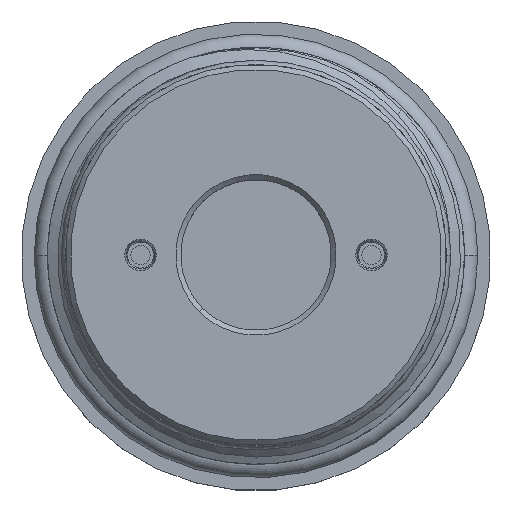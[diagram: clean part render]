
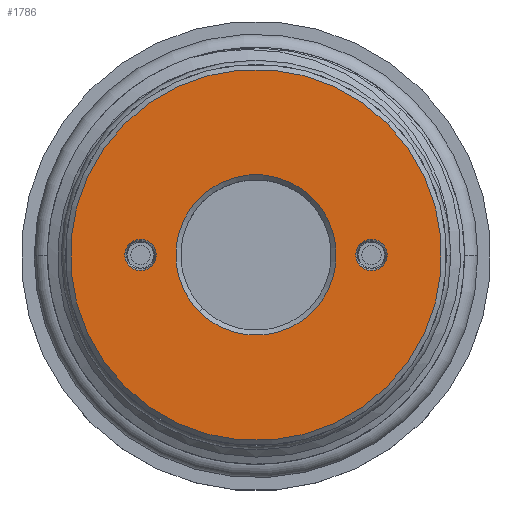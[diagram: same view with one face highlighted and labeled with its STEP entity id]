
A CAD part, top view. The second image highlights one B-rep face of the part: STEP entity #1786.
In plain terms, the highlighted planar face has unit normal (0, 0, 1).
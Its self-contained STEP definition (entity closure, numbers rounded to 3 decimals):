
#345 = DIRECTION ( 'NONE',  ( -0.707, -0.707, 0. ) ) ;
#385 = DIRECTION ( 'NONE',  ( -0.707, -0.707, 0. ) ) ;
#599 = CIRCLE ( 'NONE', #3204, 1.561 ) ;
#610 = AXIS2_PLACEMENT_3D ( 'NONE', #1762, #8182, #7092 ) ;
#625 = FACE_BOUND ( 'NONE', #2543, .T. ) ;
#1500 = DIRECTION ( 'NONE',  ( 0., 0., -1. ) ) ;
#1553 = DIRECTION ( 'NONE',  ( 0.707, 0.707, 0. ) ) ;
#1693 = ORIENTED_EDGE ( 'NONE', *, *, #2007, .T. ) ;
#1762 = CARTESIAN_POINT ( 'NONE',  ( -13.435, 13.435, 77. ) ) ;
#1786 = ADVANCED_FACE ( 'NONE', ( #9581, #7511, #625, #7675 ), #13826, .F. ) ;
#1791 = CIRCLE ( 'NONE', #9905, 1.561 ) ;
#2007 = EDGE_CURVE ( 'NONE', #6905, #11133, #6630, .T. ) ;
#2013 = ORIENTED_EDGE ( 'NONE', *, *, #7692, .T. ) ;
#2543 = EDGE_LOOP ( 'NONE', ( #13376, #6649 ) ) ;
#3047 = EDGE_CURVE ( 'NONE', #13617, #7980, #599, .T. ) ;
#3188 = DIRECTION ( 'NONE',  ( 0., 0., 1. ) ) ;
#3204 = AXIS2_PLACEMENT_3D ( 'NONE', #12493, #6966, #385 ) ;
#3236 = EDGE_LOOP ( 'NONE', ( #2013, #10937 ) ) ;
#3284 = CARTESIAN_POINT ( 'NONE',  ( 0., 0., 77. ) ) ;
#3392 = DIRECTION ( 'NONE',  ( 0., 0., -1. ) ) ;
#3517 = CARTESIAN_POINT ( 'NONE',  ( 12.604, 1.104, 77. ) ) ;
#3659 = CARTESIAN_POINT ( 'NONE',  ( 11.5, 0., 77. ) ) ;
#3827 = DIRECTION ( 'NONE',  ( 0., 0., -1. ) ) ;
#4061 = CARTESIAN_POINT ( 'NONE',  ( 0., 0., 77. ) ) ;
#4103 = AXIS2_PLACEMENT_3D ( 'NONE', #4061, #12763, #6106 ) ;
#4689 = DIRECTION ( 'NONE',  ( 0.707, 0.707, 0. ) ) ;
#4806 = CIRCLE ( 'NONE', #13018, 18.5 ) ;
#4931 = DIRECTION ( 'NONE',  ( -0.707, -0.707, 0. ) ) ;
#4940 = EDGE_CURVE ( 'NONE', #12419, #9745, #7107, .T. ) ;
#5244 = VERTEX_POINT ( 'NONE', #13381 ) ;
#5349 = DIRECTION ( 'NONE',  ( -0.707, -0.707, 0. ) ) ;
#5751 = EDGE_LOOP ( 'NONE', ( #1693, #7013 ) ) ;
#5888 = AXIS2_PLACEMENT_3D ( 'NONE', #9147, #3392, #345 ) ;
#6106 = DIRECTION ( 'NONE',  ( -0.707, -0.707, 0. ) ) ;
#6250 = CIRCLE ( 'NONE', #4103, 8. ) ;
#6630 = CIRCLE ( 'NONE', #13196, 18.5 ) ;
#6649 = ORIENTED_EDGE ( 'NONE', *, *, #7540, .T. ) ;
#6840 = CARTESIAN_POINT ( 'NONE',  ( 11.5, 0., 77. ) ) ;
#6905 = VERTEX_POINT ( 'NONE', #8766 ) ;
#6966 = DIRECTION ( 'NONE',  ( 0., 0., -1. ) ) ;
#7013 = ORIENTED_EDGE ( 'NONE', *, *, #11571, .T. ) ;
#7092 = DIRECTION ( 'NONE',  ( -0.707, -0.707, 0. ) ) ;
#7107 = CIRCLE ( 'NONE', #5888, 8. ) ;
#7511 = FACE_OUTER_BOUND ( 'NONE', #5751, .T. ) ;
#7540 = EDGE_CURVE ( 'NONE', #7910, #5244, #1791, .T. ) ;
#7544 = AXIS2_PLACEMENT_3D ( 'NONE', #3659, #1500, #1553 ) ;
#7675 = FACE_BOUND ( 'NONE', #12287, .T. ) ;
#7692 = EDGE_CURVE ( 'NONE', #9745, #12419, #6250, .T. ) ;
#7910 = VERTEX_POINT ( 'NONE', #3517 ) ;
#7980 = VERTEX_POINT ( 'NONE', #10210 ) ;
#8182 = DIRECTION ( 'NONE',  ( 0., 0., -1. ) ) ;
#8353 = ORIENTED_EDGE ( 'NONE', *, *, #10738, .T. ) ;
#8766 = CARTESIAN_POINT ( 'NONE',  ( -13.081, -13.081, 77. ) ) ;
#8802 = AXIS2_PLACEMENT_3D ( 'NONE', #10428, #3827, #4931 ) ;
#9147 = CARTESIAN_POINT ( 'NONE',  ( 0., 0., 77. ) ) ;
#9581 = FACE_BOUND ( 'NONE', #3236, .T. ) ;
#9745 = VERTEX_POINT ( 'NONE', #13287 ) ;
#9905 = AXIS2_PLACEMENT_3D ( 'NONE', #6840, #12321, #4689 ) ;
#10058 = CARTESIAN_POINT ( 'NONE',  ( -5.657, -5.657, 77. ) ) ;
#10210 = CARTESIAN_POINT ( 'NONE',  ( -12.604, -1.104, 77. ) ) ;
#10358 = CIRCLE ( 'NONE', #8802, 1.561 ) ;
#10428 = CARTESIAN_POINT ( 'NONE',  ( -11.5, 0., 77. ) ) ;
#10624 = CARTESIAN_POINT ( 'NONE',  ( -10.396, 1.104, 77. ) ) ;
#10738 = EDGE_CURVE ( 'NONE', #7980, #13617, #10358, .T. ) ;
#10937 = ORIENTED_EDGE ( 'NONE', *, *, #4940, .T. ) ;
#11133 = VERTEX_POINT ( 'NONE', #11828 ) ;
#11571 = EDGE_CURVE ( 'NONE', #11133, #6905, #4806, .T. ) ;
#11828 = CARTESIAN_POINT ( 'NONE',  ( 13.081, 13.081, 77. ) ) ;
#11894 = CARTESIAN_POINT ( 'NONE',  ( 0., 0., 77. ) ) ;
#11969 = DIRECTION ( 'NONE',  ( 0., 0., 1. ) ) ;
#12287 = EDGE_LOOP ( 'NONE', ( #12394, #8353 ) ) ;
#12321 = DIRECTION ( 'NONE',  ( 0., 0., -1. ) ) ;
#12394 = ORIENTED_EDGE ( 'NONE', *, *, #3047, .T. ) ;
#12419 = VERTEX_POINT ( 'NONE', #10058 ) ;
#12493 = CARTESIAN_POINT ( 'NONE',  ( -11.5, 0., 77. ) ) ;
#12763 = DIRECTION ( 'NONE',  ( 0., 0., -1. ) ) ;
#13018 = AXIS2_PLACEMENT_3D ( 'NONE', #11894, #11969, #5349 ) ;
#13108 = DIRECTION ( 'NONE',  ( -0.707, -0.707, 0. ) ) ;
#13196 = AXIS2_PLACEMENT_3D ( 'NONE', #3284, #3188, #13108 ) ;
#13287 = CARTESIAN_POINT ( 'NONE',  ( 5.657, 5.657, 77. ) ) ;
#13376 = ORIENTED_EDGE ( 'NONE', *, *, #14253, .T. ) ;
#13381 = CARTESIAN_POINT ( 'NONE',  ( 10.396, -1.104, 77. ) ) ;
#13617 = VERTEX_POINT ( 'NONE', #10624 ) ;
#13824 = CIRCLE ( 'NONE', #7544, 1.561 ) ;
#13826 = PLANE ( 'NONE',  #610 ) ;
#14253 = EDGE_CURVE ( 'NONE', #5244, #7910, #13824, .T. ) ;
